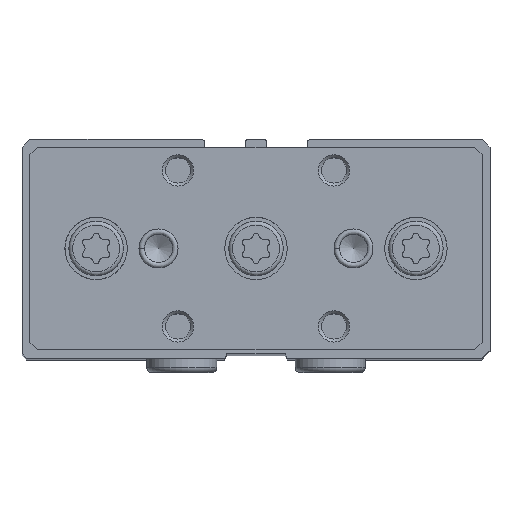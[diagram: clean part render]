
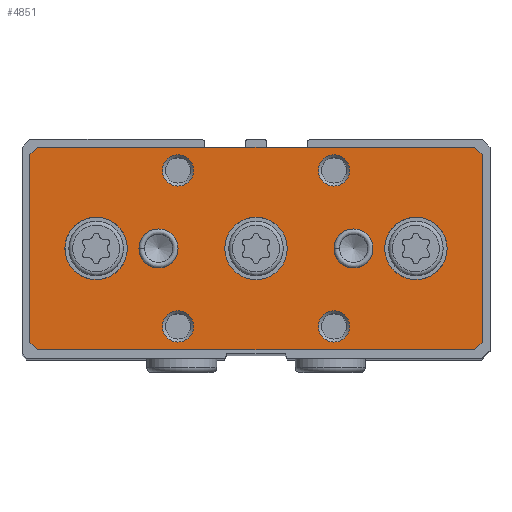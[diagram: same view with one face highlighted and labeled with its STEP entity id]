
A CAD part, top view. The second image highlights one B-rep face of the part: STEP entity #4851.
In plain terms, the highlighted face is planar.
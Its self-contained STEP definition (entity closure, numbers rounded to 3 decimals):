
#211=PLANE('',#5386);
#411=CIRCLE('',#5387,4.);
#412=CIRCLE('',#5388,4.);
#413=CIRCLE('',#5389,4.);
#414=CIRCLE('',#5390,2.5);
#415=CIRCLE('',#5391,2.5);
#416=CIRCLE('',#5392,2.);
#417=CIRCLE('',#5393,2.);
#418=CIRCLE('',#5394,2.);
#419=CIRCLE('',#5395,2.);
#731=LINE('',#8274,#997);
#732=LINE('',#8277,#998);
#733=LINE('',#8279,#999);
#734=LINE('',#8281,#1000);
#735=LINE('',#8283,#1001);
#736=LINE('',#8285,#1002);
#737=LINE('',#8287,#1003);
#738=LINE('',#8289,#1004);
#997=VECTOR('',#6553,1000.);
#998=VECTOR('',#6554,1000.);
#999=VECTOR('',#6555,1000.);
#1000=VECTOR('',#6556,1000.);
#1001=VECTOR('',#6557,1000.);
#1002=VECTOR('',#6558,1000.);
#1003=VECTOR('',#6559,1000.);
#1004=VECTOR('',#6560,1000.);
#1841=ORIENTED_EDGE('',*,*,#2738,.F.);
#1842=ORIENTED_EDGE('',*,*,#2739,.F.);
#1843=ORIENTED_EDGE('',*,*,#2740,.F.);
#1844=ORIENTED_EDGE('',*,*,#2741,.F.);
#1845=ORIENTED_EDGE('',*,*,#2742,.F.);
#1846=ORIENTED_EDGE('',*,*,#2743,.F.);
#1847=ORIENTED_EDGE('',*,*,#2744,.F.);
#1848=ORIENTED_EDGE('',*,*,#2745,.F.);
#1849=ORIENTED_EDGE('',*,*,#2746,.F.);
#1850=ORIENTED_EDGE('',*,*,#2747,.T.);
#1851=ORIENTED_EDGE('',*,*,#2748,.T.);
#1852=ORIENTED_EDGE('',*,*,#2749,.T.);
#1853=ORIENTED_EDGE('',*,*,#2750,.T.);
#1854=ORIENTED_EDGE('',*,*,#2751,.T.);
#1855=ORIENTED_EDGE('',*,*,#2752,.T.);
#1856=ORIENTED_EDGE('',*,*,#2753,.T.);
#1857=ORIENTED_EDGE('',*,*,#2754,.T.);
#2738=EDGE_CURVE('',#3290,#3290,#411,.T.);
#2739=EDGE_CURVE('',#3291,#3291,#412,.T.);
#2740=EDGE_CURVE('',#3292,#3292,#413,.T.);
#2741=EDGE_CURVE('',#3293,#3293,#414,.T.);
#2742=EDGE_CURVE('',#3294,#3294,#415,.T.);
#2743=EDGE_CURVE('',#3295,#3295,#416,.T.);
#2744=EDGE_CURVE('',#3296,#3296,#417,.T.);
#2745=EDGE_CURVE('',#3297,#3297,#418,.T.);
#2746=EDGE_CURVE('',#3298,#3298,#419,.T.);
#2747=EDGE_CURVE('',#3299,#3300,#731,.T.);
#2748=EDGE_CURVE('',#3300,#3301,#732,.T.);
#2749=EDGE_CURVE('',#3301,#3302,#733,.T.);
#2750=EDGE_CURVE('',#3302,#3303,#734,.T.);
#2751=EDGE_CURVE('',#3303,#3304,#735,.T.);
#2752=EDGE_CURVE('',#3304,#3305,#736,.T.);
#2753=EDGE_CURVE('',#3305,#3306,#737,.T.);
#2754=EDGE_CURVE('',#3306,#3299,#738,.T.);
#3290=VERTEX_POINT('',#8257);
#3291=VERTEX_POINT('',#8259);
#3292=VERTEX_POINT('',#8261);
#3293=VERTEX_POINT('',#8263);
#3294=VERTEX_POINT('',#8265);
#3295=VERTEX_POINT('',#8267);
#3296=VERTEX_POINT('',#8269);
#3297=VERTEX_POINT('',#8271);
#3298=VERTEX_POINT('',#8273);
#3299=VERTEX_POINT('',#8275);
#3300=VERTEX_POINT('',#8276);
#3301=VERTEX_POINT('',#8278);
#3302=VERTEX_POINT('',#8280);
#3303=VERTEX_POINT('',#8282);
#3304=VERTEX_POINT('',#8284);
#3305=VERTEX_POINT('',#8286);
#3306=VERTEX_POINT('',#8288);
#3829=EDGE_LOOP('',(#1841));
#3830=EDGE_LOOP('',(#1842));
#3831=EDGE_LOOP('',(#1843));
#3832=EDGE_LOOP('',(#1844));
#3833=EDGE_LOOP('',(#1845));
#3834=EDGE_LOOP('',(#1846));
#3835=EDGE_LOOP('',(#1847));
#3836=EDGE_LOOP('',(#1848));
#3837=EDGE_LOOP('',(#1849));
#3838=EDGE_LOOP('',(#1850,#1851,#1852,#1853,#1854,#1855,#1856,#1857));
#4324=FACE_BOUND('',#3829,.T.);
#4325=FACE_BOUND('',#3830,.T.);
#4326=FACE_BOUND('',#3831,.T.);
#4327=FACE_BOUND('',#3832,.T.);
#4328=FACE_BOUND('',#3833,.T.);
#4329=FACE_BOUND('',#3834,.T.);
#4330=FACE_BOUND('',#3835,.T.);
#4331=FACE_BOUND('',#3836,.T.);
#4332=FACE_BOUND('',#3837,.T.);
#4333=FACE_BOUND('',#3838,.T.);
#4851=ADVANCED_FACE('',(#4324,#4325,#4326,#4327,#4328,#4329,#4330,#4331,
#4332,#4333),#211,.T.);
#5386=AXIS2_PLACEMENT_3D('',#8255,#6533,#6534);
#5387=AXIS2_PLACEMENT_3D('',#8256,#6535,#6536);
#5388=AXIS2_PLACEMENT_3D('',#8258,#6537,#6538);
#5389=AXIS2_PLACEMENT_3D('',#8260,#6539,#6540);
#5390=AXIS2_PLACEMENT_3D('',#8262,#6541,#6542);
#5391=AXIS2_PLACEMENT_3D('',#8264,#6543,#6544);
#5392=AXIS2_PLACEMENT_3D('',#8266,#6545,#6546);
#5393=AXIS2_PLACEMENT_3D('',#8268,#6547,#6548);
#5394=AXIS2_PLACEMENT_3D('',#8270,#6549,#6550);
#5395=AXIS2_PLACEMENT_3D('',#8272,#6551,#6552);
#6533=DIRECTION('',(1.,0.,0.));
#6534=DIRECTION('',(0.,0.,-1.));
#6535=DIRECTION('',(1.,0.,0.));
#6536=DIRECTION('',(0.,0.,-1.));
#6537=DIRECTION('',(1.,0.,0.));
#6538=DIRECTION('',(0.,0.,-1.));
#6539=DIRECTION('',(1.,0.,0.));
#6540=DIRECTION('',(0.,0.,-1.));
#6541=DIRECTION('',(1.,0.,0.));
#6542=DIRECTION('',(0.,0.,-1.));
#6543=DIRECTION('',(1.,0.,0.));
#6544=DIRECTION('',(0.,0.,-1.));
#6545=DIRECTION('',(1.,0.,0.));
#6546=DIRECTION('',(0.,0.,-1.));
#6547=DIRECTION('',(1.,0.,0.));
#6548=DIRECTION('',(0.,0.,-1.));
#6549=DIRECTION('',(1.,0.,0.));
#6550=DIRECTION('',(0.,0.,-1.));
#6551=DIRECTION('',(1.,0.,0.));
#6552=DIRECTION('',(0.,0.,-1.));
#6553=DIRECTION('',(0.,-1.,0.));
#6554=DIRECTION('',(0.,-0.707,-0.707));
#6555=DIRECTION('',(0.,0.,-1.));
#6556=DIRECTION('',(0.,0.707,-0.707));
#6557=DIRECTION('',(0.,1.,0.));
#6558=DIRECTION('',(0.,0.707,0.707));
#6559=DIRECTION('',(0.,0.,1.));
#6560=DIRECTION('',(0.,-0.707,0.707));
#8255=CARTESIAN_POINT('',(13.,0.,0.));
#8256=CARTESIAN_POINT('',(13.,0.,20.5));
#8257=CARTESIAN_POINT('',(13.,0.,16.5));
#8258=CARTESIAN_POINT('',(13.,0.,-20.5));
#8259=CARTESIAN_POINT('',(13.,0.,-24.5));
#8260=CARTESIAN_POINT('',(13.,0.,0.));
#8261=CARTESIAN_POINT('',(13.,0.,-4.));
#8262=CARTESIAN_POINT('',(13.,0.,12.5));
#8263=CARTESIAN_POINT('',(13.,0.,10.));
#8264=CARTESIAN_POINT('',(13.,0.,-12.5));
#8265=CARTESIAN_POINT('',(13.,0.,-15.));
#8266=CARTESIAN_POINT('',(13.,-10.,10.));
#8267=CARTESIAN_POINT('',(13.,-10.,8.));
#8268=CARTESIAN_POINT('',(13.,-10.,-10.));
#8269=CARTESIAN_POINT('',(13.,-10.,-12.));
#8270=CARTESIAN_POINT('',(13.,10.,10.));
#8271=CARTESIAN_POINT('',(13.,10.,8.));
#8272=CARTESIAN_POINT('',(13.,10.,-10.));
#8273=CARTESIAN_POINT('',(13.,10.,-12.));
#8274=CARTESIAN_POINT('',(13.,12.,29.));
#8275=CARTESIAN_POINT('',(13.,12.,29.));
#8276=CARTESIAN_POINT('',(13.,-12.,29.));
#8277=CARTESIAN_POINT('',(13.,-12.,29.));
#8278=CARTESIAN_POINT('',(13.,-13.,28.));
#8279=CARTESIAN_POINT('',(13.,-13.,28.));
#8280=CARTESIAN_POINT('',(13.,-13.,-28.));
#8281=CARTESIAN_POINT('',(13.,-13.,-28.));
#8282=CARTESIAN_POINT('',(13.,-12.,-29.));
#8283=CARTESIAN_POINT('',(13.,-12.,-29.));
#8284=CARTESIAN_POINT('',(13.,12.,-29.));
#8285=CARTESIAN_POINT('',(13.,12.,-29.));
#8286=CARTESIAN_POINT('',(13.,13.,-28.));
#8287=CARTESIAN_POINT('',(13.,13.,-28.));
#8288=CARTESIAN_POINT('',(13.,13.,28.));
#8289=CARTESIAN_POINT('',(13.,13.,28.));
